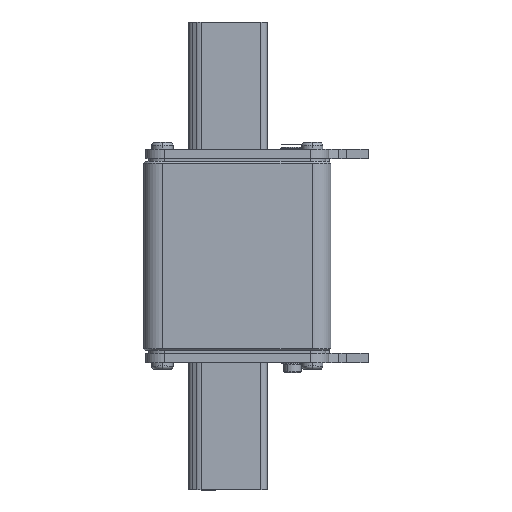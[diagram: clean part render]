
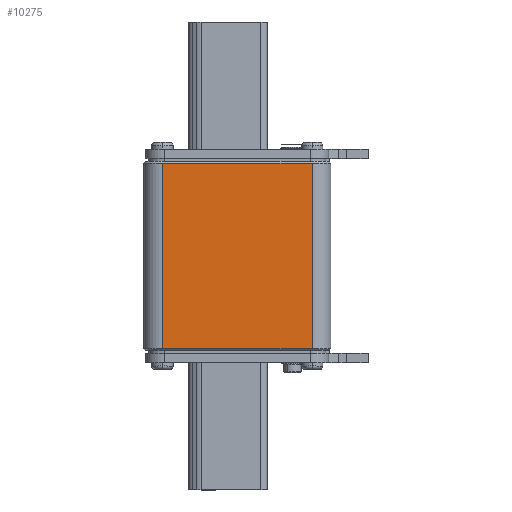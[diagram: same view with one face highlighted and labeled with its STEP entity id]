
A CAD part, top view. The second image highlights one B-rep face of the part: STEP entity #10275.
In plain terms, the highlighted planar face has unit normal (0, 0, 1).
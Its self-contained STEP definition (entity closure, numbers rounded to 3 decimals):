
#238 = DIRECTION ( 'NONE',  ( -1., 0., 0. ) ) ;
#484 = CARTESIAN_POINT ( 'NONE',  ( 24., -30.25, 26.5 ) ) ;
#794 = VECTOR ( 'NONE', #3539, 1000. ) ;
#1004 = LINE ( 'NONE', #16978, #11718 ) ;
#1216 = LINE ( 'NONE', #10502, #794 ) ;
#2680 = VECTOR ( 'NONE', #14717, 1000. ) ;
#2796 = PLANE ( 'NONE',  #10027 ) ;
#3539 = DIRECTION ( 'NONE',  ( 1., 0., 0. ) ) ;
#4161 = CARTESIAN_POINT ( 'NONE',  ( -30., -30.25, 26.5 ) ) ;
#4230 = DIRECTION ( 'NONE',  ( 1., 0., 0. ) ) ;
#4724 = DIRECTION ( 'NONE',  ( 0., 1., 0. ) ) ;
#4803 = EDGE_CURVE ( 'NONE', #9750, #8319, #1216, .T. ) ;
#5973 = VERTEX_POINT ( 'NONE', #15391 ) ;
#6373 = CARTESIAN_POINT ( 'NONE',  ( -24., -30.25, 26.5 ) ) ;
#8319 = VERTEX_POINT ( 'NONE', #14941 ) ;
#8364 = ORIENTED_EDGE ( 'NONE', *, *, #10514, .T. ) ;
#9457 = CARTESIAN_POINT ( 'NONE',  ( -24., -29.75, 26.5 ) ) ;
#9750 = VERTEX_POINT ( 'NONE', #9457 ) ;
#9990 = ORIENTED_EDGE ( 'NONE', *, *, #14659, .T. ) ;
#10027 = AXIS2_PLACEMENT_3D ( 'NONE', #4161, #12580, #4230 ) ;
#10275 = ADVANCED_FACE ( 'NONE', ( #12755 ), #2796, .F. ) ;
#10502 = CARTESIAN_POINT ( 'NONE',  ( 24., -29.75, 26.5 ) ) ;
#10514 = EDGE_CURVE ( 'NONE', #11068, #9750, #12964, .T. ) ;
#10827 = ORIENTED_EDGE ( 'NONE', *, *, #4803, .T. ) ;
#10831 = VECTOR ( 'NONE', #4724, 1000. ) ;
#11068 = VERTEX_POINT ( 'NONE', #17099 ) ;
#11718 = VECTOR ( 'NONE', #238, 1000. ) ;
#12262 = ORIENTED_EDGE ( 'NONE', *, *, #14718, .T. ) ;
#12580 = DIRECTION ( 'NONE',  ( 0., 0., -1. ) ) ;
#12755 = FACE_OUTER_BOUND ( 'NONE', #16313, .T. ) ;
#12964 = LINE ( 'NONE', #6373, #2680 ) ;
#14566 = LINE ( 'NONE', #484, #10831 ) ;
#14659 = EDGE_CURVE ( 'NONE', #5973, #11068, #1004, .T. ) ;
#14717 = DIRECTION ( 'NONE',  ( 0., -1., 0. ) ) ;
#14718 = EDGE_CURVE ( 'NONE', #8319, #5973, #14566, .T. ) ;
#14941 = CARTESIAN_POINT ( 'NONE',  ( 24., -29.75, 26.5 ) ) ;
#15391 = CARTESIAN_POINT ( 'NONE',  ( 24., 29.75, 26.5 ) ) ;
#16313 = EDGE_LOOP ( 'NONE', ( #12262, #9990, #8364, #10827 ) ) ;
#16978 = CARTESIAN_POINT ( 'NONE',  ( -30., 29.75, 26.5 ) ) ;
#17099 = CARTESIAN_POINT ( 'NONE',  ( -24., 29.75, 26.5 ) ) ;
